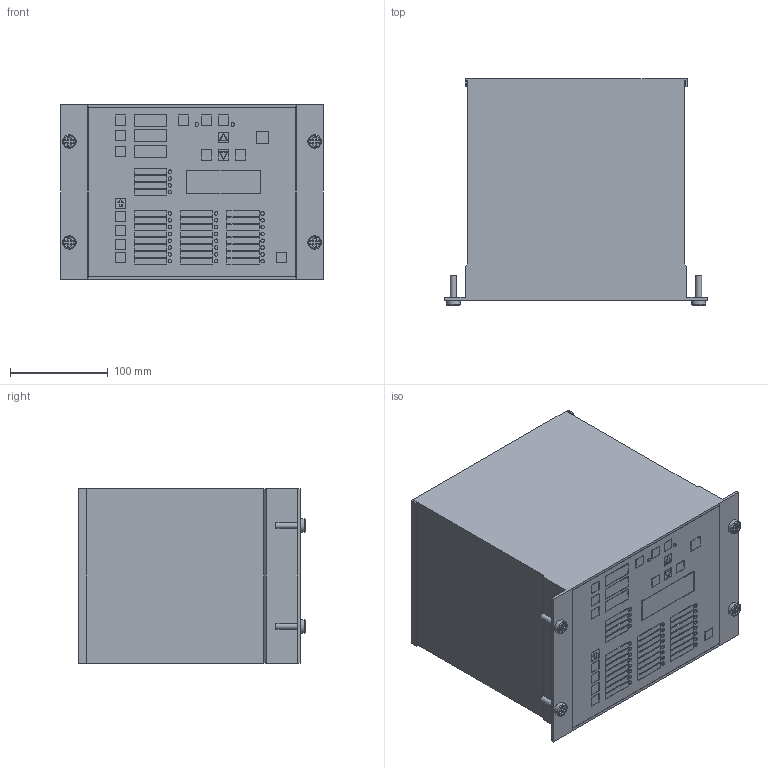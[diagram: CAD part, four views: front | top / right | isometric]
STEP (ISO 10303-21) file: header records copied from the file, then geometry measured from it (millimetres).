
FILE_DESCRIPTION(('STEP AP214'), '1');
FILE_NAME('鄹2502 砱謽鴈鳪_2饐TL', '', ('UNSPECIFIED'), ('UNSPECIFIED'), 'ASCON STEP Converter 1.6', 'ASCON Math Kernel', '');
FILE_SCHEMA(('AUTOMOTIVE_DESIGN { 1 0 10303 214 3 1 1}'));
Length unit declared in the file: millimetre
Products named in the file (1): 楟釔.656132.091.10
Bounding box: 269.2 x 232.15 x 179 mm (x, y, z)
Volume: 9070143.7 mm3; surface area: 293772.2 mm2
Topology: 1 solids, 1 shells, 820 faces, 2013 edges, 1326 vertices
Faces by surface type: plane 720, cylinder 95, torus 4, extrusion 1
Full cylindrical faces by diameter (mm): 3.6 x30, 6 x4, 14 x4
Entity records: 30113 total; most frequent: CARTESIAN_POINT 4310, ORIENTED_EDGE 3942, DIRECTION 3668, EDGE_CURVE 1971, VECTOR 1816, LINE 1815, VERTEX_POINT 1326, EDGE_LOOP 993
